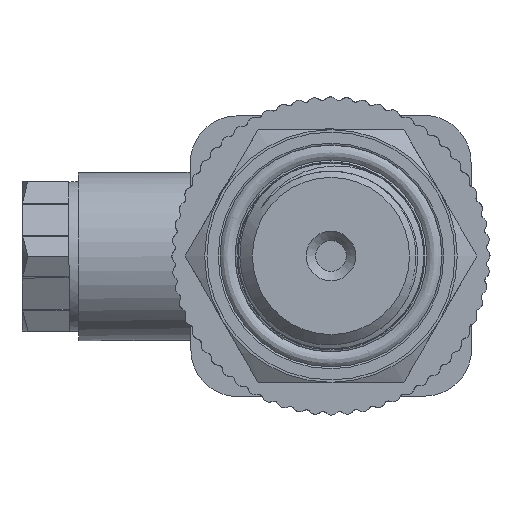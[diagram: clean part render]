
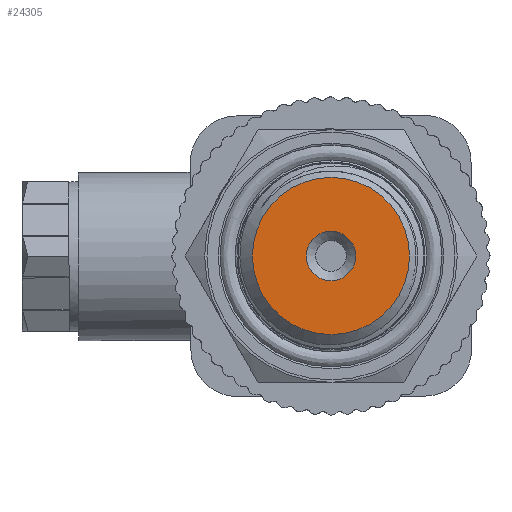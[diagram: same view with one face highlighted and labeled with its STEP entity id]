
A CAD part, left-side view. The second image highlights one B-rep face of the part: STEP entity #24305.
In plain terms, the highlighted planar face has unit normal (-1, 0, 0).
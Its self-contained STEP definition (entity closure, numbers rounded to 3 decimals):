
#857=PLANE('',#25617);
#1583=FACE_BOUND('',#3495,.T.);
#2113=FACE_OUTER_BOUND('',#3494,.T.);
#3494=EDGE_LOOP('',(#18264));
#3495=EDGE_LOOP('',(#18265));
#4706=CIRCLE('',#25572,8.4);
#4733=CIRCLE('',#25616,2.65);
#10795=VERTEX_POINT('',#45153);
#10817=VERTEX_POINT('',#46511);
#13573=EDGE_CURVE('',#10795,#10795,#4706,.T.);
#13614=EDGE_CURVE('',#10817,#10817,#4733,.T.);
#18264=ORIENTED_EDGE('',*,*,#13573,.T.);
#18265=ORIENTED_EDGE('',*,*,#13614,.T.);
#24305=ADVANCED_FACE('',(#2113,#1583),#857,.T.);
#25572=AXIS2_PLACEMENT_3D('',#45155,#27522,#27523);
#25616=AXIS2_PLACEMENT_3D('',#46513,#27618,#27619);
#25617=AXIS2_PLACEMENT_3D('',#46514,#27620,#27621);
#27522=DIRECTION('center_axis',(-1.,0.,0.));
#27523=DIRECTION('ref_axis',(0.,1.,0.));
#27618=DIRECTION('center_axis',(1.,0.,0.));
#27619=DIRECTION('ref_axis',(0.,0.,-1.));
#27620=DIRECTION('center_axis',(-1.,0.,0.));
#27621=DIRECTION('ref_axis',(0.,0.,1.));
#45153=CARTESIAN_POINT('',(-61.,-8.4,0.));
#45155=CARTESIAN_POINT('Origin',(-61.,0.,0.));
#46511=CARTESIAN_POINT('',(-61.,-2.65,0.));
#46513=CARTESIAN_POINT('Origin',(-61.,0.,0.));
#46514=CARTESIAN_POINT('Origin',(-61.,10.,0.));
